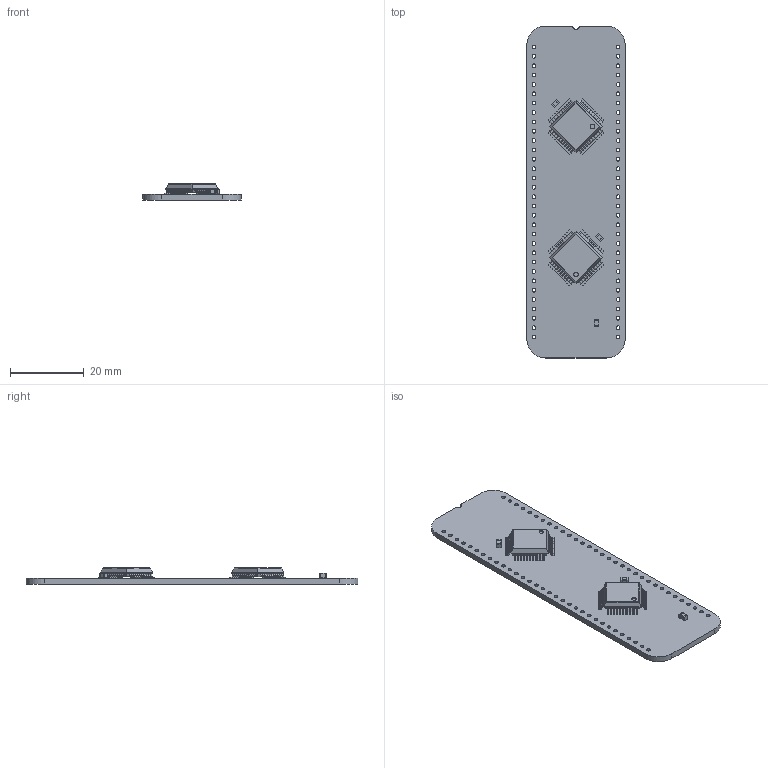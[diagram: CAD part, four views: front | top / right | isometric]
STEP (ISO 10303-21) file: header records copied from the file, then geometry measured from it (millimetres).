
FILE_DESCRIPTION(('KiCad electronic assembly'),'2;1');
FILE_NAME('VIA Breakout.step','2024-06-15T16:44:38',('Pcbnew'),('Kicad') ,'Open CASCADE STEP processor 7.8','KiCad to STEP converter','Unknown' );
FILE_SCHEMA(('AUTOMOTIVE_DESIGN { 1 0 10303 214 1 1 1 1 }'));
Length unit declared in the file: millimetre
Products named in the file (6): VIA Breakout 1; W65C22S6TQG-14; ASSEMBLY; C_0805_2012Metric; _autosave-VIA Breakout_PCB
Assembly tree (8 placements, depth 3):
  VIA Breakout 1
    W65C22S6TQG-14  x2
      ASSEMBLY
    C_0805_2012Metric  x3
      C_0805_2012Metric
    _autosave-VIA Breakout_PCB
Bounding box: 26.67 x 90.17 x 4.35 mm (x, y, z)
Volume: 4183.3 mm3; surface area: 6099.2 mm2
Topology: 94 solids, 94 shells, 1352 faces, 3436 edges, 2280 vertices
Faces by surface type: plane 965, cylinder 387
Full cylindrical faces by diameter (mm): 1 x64, 1.25 x2
Entity records: 21672 total; most frequent: CARTESIAN_POINT 3692, DIRECTION 3647, ORIENTED_EDGE 3586, EDGE_CURVE 1793, LINE 1357, VECTOR 1357, VERTEX_POINT 1190, AXIS2_PLACEMENT_3D 1145
